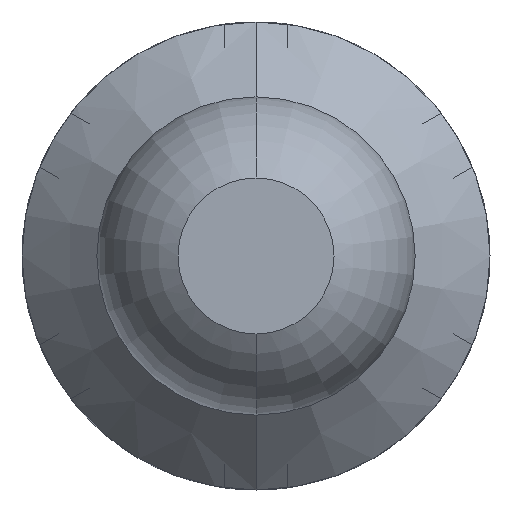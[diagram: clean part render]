
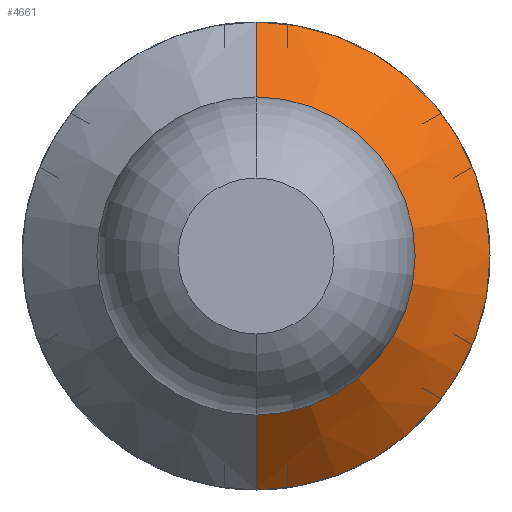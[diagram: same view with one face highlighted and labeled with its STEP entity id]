
A CAD part, front view. The second image highlights one B-rep face of the part: STEP entity #4661.
In plain terms, the highlighted conical face has half-angle 45 degrees and reference radius 0.75 mm.
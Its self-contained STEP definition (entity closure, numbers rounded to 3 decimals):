
#57 = CARTESIAN_POINT ( 'NONE',  ( 0., 6.835, 0.75 ) ) ;
#374 = CARTESIAN_POINT ( 'NONE',  ( 0., 6.835, 0.75 ) ) ;
#427 = LINE ( 'NONE', #57, #3433 ) ;
#439 = CARTESIAN_POINT ( 'NONE',  ( 0., 6.4, 0. ) ) ;
#552 = ORIENTED_EDGE ( 'NONE', *, *, #1995, .F. ) ;
#669 = CONICAL_SURFACE ( 'NONE', #4444, 0.75, 0.785 ) ;
#861 = CARTESIAN_POINT ( 'NONE',  ( 0., 6.835, 0. ) ) ;
#868 = VERTEX_POINT ( 'NONE', #2760 ) ;
#895 = DIRECTION ( 'NONE',  ( 0., 0., 1. ) ) ;
#979 = AXIS2_PLACEMENT_3D ( 'NONE', #1674, #4190, #895 ) ;
#1065 = VECTOR ( 'NONE', #1404, 1000. ) ;
#1404 = DIRECTION ( 'NONE',  ( 0., 0.707, -0.707 ) ) ;
#1494 = CIRCLE ( 'NONE', #979, 0.75 ) ;
#1520 = ORIENTED_EDGE ( 'NONE', *, *, #3456, .T. ) ;
#1611 = CIRCLE ( 'NONE', #3973, 0.315 ) ;
#1674 = CARTESIAN_POINT ( 'NONE',  ( 0., 6.835, 0. ) ) ;
#1840 = DIRECTION ( 'NONE',  ( 0., 1., 0. ) ) ;
#1871 = DIRECTION ( 'NONE',  ( 0., 0., 1. ) ) ;
#1995 = EDGE_CURVE ( 'Defeature ausgef�hrt1_19+Defeature ausgef�hrt1_20+Defeature ausgef�hrt1_20+Defeature ausgef�hrt1_20', #2380, #3980, #1494, .T. ) ;
#2029 = LINE ( 'NONE', #4575, #1065 ) ;
#2072 = ORIENTED_EDGE ( 'NONE', *, *, #2472, .T. ) ;
#2380 = VERTEX_POINT ( 'NONE', #374 ) ;
#2472 = EDGE_CURVE ( 'Defeature ausgef�hrt1_20+Defeature ausgef�hrt1_21+Defeature ausgef�hrt1_21+Defeature ausgef�hrt1_21', #868, #2518, #1611, .T. ) ;
#2518 = VERTEX_POINT ( 'NONE', #2955 ) ;
#2561 = EDGE_CURVE ( 'NONE', #868, #2380, #427, .T. ) ;
#2698 = FACE_OUTER_BOUND ( 'NONE', #3863, .T. ) ;
#2760 = CARTESIAN_POINT ( 'NONE',  ( 0., 6.4, 0.315 ) ) ;
#2955 = CARTESIAN_POINT ( 'NONE',  ( 0., 6.4, -0.315 ) ) ;
#3124 = DIRECTION ( 'NONE',  ( 0., 0., 1. ) ) ;
#3315 = DIRECTION ( 'NONE',  ( 0., 0.707, 0.707 ) ) ;
#3433 = VECTOR ( 'NONE', #3315, 1000. ) ;
#3456 = EDGE_CURVE ( 'NONE', #2518, #3980, #2029, .T. ) ;
#3863 = EDGE_LOOP ( 'NONE', ( #2072, #1520, #552, #4525 ) ) ;
#3973 = AXIS2_PLACEMENT_3D ( 'NONE', #439, #1840, #1871 ) ;
#3980 = VERTEX_POINT ( 'NONE', #4426 ) ;
#4124 = DIRECTION ( 'NONE',  ( 0., 1., 0. ) ) ;
#4190 = DIRECTION ( 'NONE',  ( 0., 1., 0. ) ) ;
#4426 = CARTESIAN_POINT ( 'NONE',  ( 0., 6.835, -0.75 ) ) ;
#4444 = AXIS2_PLACEMENT_3D ( 'NONE', #861, #4124, #3124 ) ;
#4525 = ORIENTED_EDGE ( 'NONE', *, *, #2561, .F. ) ;
#4575 = CARTESIAN_POINT ( 'NONE',  ( 0., 6.835, -0.75 ) ) ;
#4661 = ADVANCED_FACE ( 'Defeature ausgef�hrt1_20', ( #2698 ), #669, .T. ) ;
